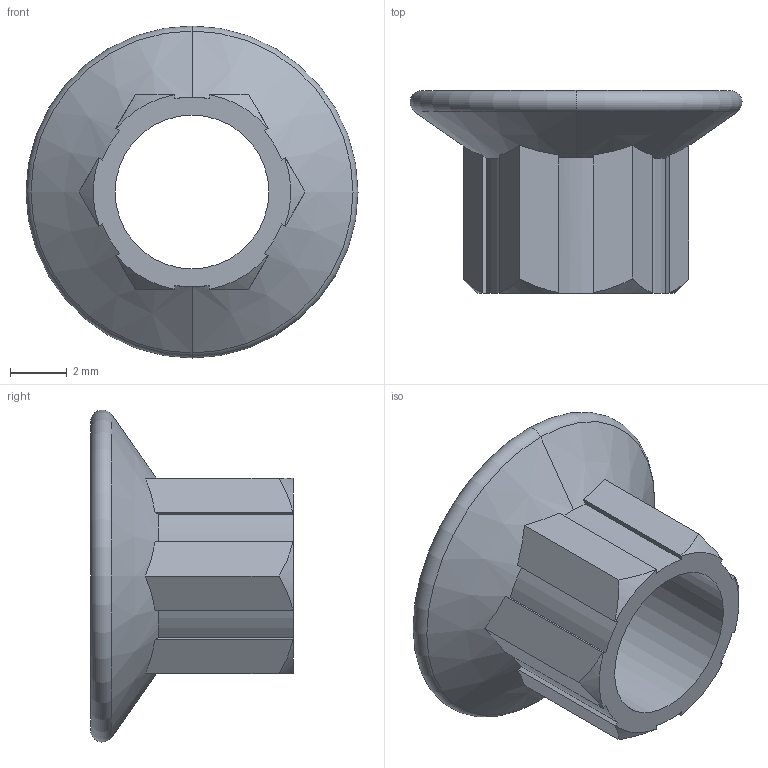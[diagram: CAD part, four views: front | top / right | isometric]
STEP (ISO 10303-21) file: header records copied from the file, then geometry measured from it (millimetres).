
FILE_DESCRIPTION((''),'2;1');
FILE_NAME('000863_250_99','2020-02-21T',('presta_be4'),(''),'CREO PARAMETRIC BY PTC INC, 2018360','CREO PARAMETRIC BY PTC INC, 2018360','');
FILE_SCHEMA(('CONFIG_CONTROL_DESIGN'));
Length unit declared in the file: millimetre
Products named in the file (1): 000863_250_99
Bounding box: 11.68 x 7.13 x 11.68 mm (x, y, z)
Volume: 211.5 mm3; surface area: 443.7 mm2
Topology: 1 solids, 1 shells, 44 faces, 124 edges, 82 vertices
Faces by surface type: plane 26, cone 8, cylinder 8, torus 2
Entity records: 1562 total; most frequent: CARTESIAN_POINT 444, ORIENTED_EDGE 248, DIRECTION 194, EDGE_CURVE 124, VERTEX_POINT 82, AXIS2_PLACEMENT_3D 74, B_SPLINE_CURVE_WITH_KNOTS 48, VECTOR 46
